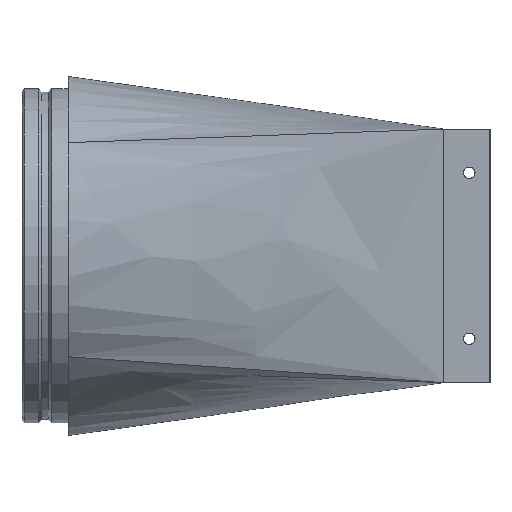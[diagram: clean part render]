
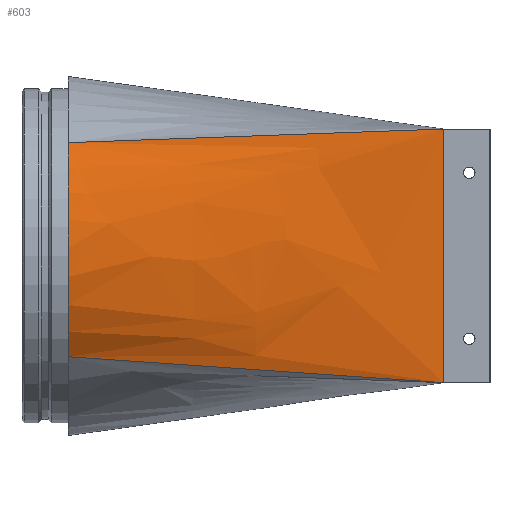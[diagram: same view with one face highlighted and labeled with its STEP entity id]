
A CAD part, left-side view. The second image highlights one B-rep face of the part: STEP entity #603.
In plain terms, the highlighted free-form (B-spline) face has degree [3, 1] with [34, 2] control points.
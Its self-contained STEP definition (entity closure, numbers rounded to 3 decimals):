
#30=B_SPLINE_SURFACE_WITH_KNOTS('',3,1,((#1096,#1097),(#1098,#1099),(#1100,
#1101),(#1102,#1103),(#1104,#1105),(#1106,#1107),(#1108,#1109),(#1110,#1111),
(#1112,#1113),(#1114,#1115),(#1116,#1117),(#1118,#1119),(#1120,#1121),(#1122,
#1123),(#1124,#1125),(#1126,#1127),(#1128,#1129),(#1130,#1131),(#1132,#1133),
(#1134,#1135),(#1136,#1137),(#1138,#1139),(#1140,#1141),(#1142,#1143),(#1144,
#1145),(#1146,#1147),(#1148,#1149),(#1150,#1151),(#1152,#1153),(#1154,#1155),
(#1156,#1157),(#1158,#1159),(#1160,#1161),(#1162,#1163)),.RULED_SURF.,.F.,
 .F.,.F.,(4,2,2,2,2,2,2,2,2,2,2,2,2,2,2,2,4),(2,2),(0.,0.063,0.125,0.188,
0.25,0.313,0.375,0.438,0.5,0.563,0.625,0.688,0.75,0.813,0.875,0.938,
1.),(0.,1.),.UNSPECIFIED.);
#63=LINE('',#928,#113);
#79=LINE('',#1091,#129);
#81=LINE('',#1164,#131);
#113=VECTOR('',#758,1000.);
#129=VECTOR('',#790,1000.);
#131=VECTOR('',#794,1000.);
#252=ORIENTED_EDGE('',*,*,#363,.T.);
#253=ORIENTED_EDGE('',*,*,#364,.F.);
#254=ORIENTED_EDGE('',*,*,#360,.F.);
#255=ORIENTED_EDGE('',*,*,#344,.F.);
#344=EDGE_CURVE('',#405,#414,#63,.T.);
#360=EDGE_CURVE('',#414,#421,#79,.T.);
#363=EDGE_CURVE('',#405,#423,#81,.T.);
#364=EDGE_CURVE('',#421,#423,#443,.T.);
#405=VERTEX_POINT('',#905);
#414=VERTEX_POINT('',#929);
#421=VERTEX_POINT('',#1092);
#423=VERTEX_POINT('',#1165);
#443=CIRCLE('',#665,39.);
#487=EDGE_LOOP('',(#252,#253,#254,#255));
#547=FACE_BOUND('',#487,.T.);
#603=ADVANCED_FACE('',(#547),#30,.T.);
#665=AXIS2_PLACEMENT_3D('',#1166,#795,#796);
#758=DIRECTION('',(-1.,0.,0.));
#790=DIRECTION('',(0.068,-0.096,-0.993));
#794=DIRECTION('',(-0.036,-0.12,-0.992));
#795=DIRECTION('',(0.,0.,-1.));
#796=DIRECTION('',(0.,-1.,0.));
#905=CARTESIAN_POINT('',(27.5,40.155,91.5));
#928=CARTESIAN_POINT('',(195.,40.155,91.5));
#929=CARTESIAN_POINT('',(-27.5,40.155,91.5));
#1091=CARTESIAN_POINT('',(-24.697,36.215,50.75));
#1092=CARTESIAN_POINT('',(-21.893,32.275,10.));
#1096=CARTESIAN_POINT('',(-27.5,40.155,91.5));
#1097=CARTESIAN_POINT('',(-21.893,32.275,10.));
#1098=CARTESIAN_POINT('',(-26.354,40.155,91.5));
#1099=CARTESIAN_POINT('',(-21.035,32.858,10.));
#1100=CARTESIAN_POINT('',(-25.208,40.155,91.5));
#1101=CARTESIAN_POINT('',(-20.153,33.406,10.));
#1102=CARTESIAN_POINT('',(-22.917,40.155,91.5));
#1103=CARTESIAN_POINT('',(-18.348,34.43,10.));
#1104=CARTESIAN_POINT('',(-21.771,40.155,91.5));
#1105=CARTESIAN_POINT('',(-17.425,34.906,10.));
#1106=CARTESIAN_POINT('',(-19.479,40.155,91.5));
#1107=CARTESIAN_POINT('',(-15.545,35.783,10.));
#1108=CARTESIAN_POINT('',(-18.333,40.155,91.5));
#1109=CARTESIAN_POINT('',(-14.587,36.184,10.));
#1110=CARTESIAN_POINT('',(-16.042,40.155,91.5));
#1111=CARTESIAN_POINT('',(-12.642,36.909,10.));
#1112=CARTESIAN_POINT('',(-14.896,40.155,91.5));
#1113=CARTESIAN_POINT('',(-11.655,37.232,10.));
#1114=CARTESIAN_POINT('',(-12.604,40.155,91.5));
#1115=CARTESIAN_POINT('',(-9.659,37.799,10.));
#1116=CARTESIAN_POINT('',(-11.458,40.155,91.5));
#1117=CARTESIAN_POINT('',(-8.65,38.043,10.));
#1118=CARTESIAN_POINT('',(-9.167,40.155,91.5));
#1119=CARTESIAN_POINT('',(-6.615,38.449,10.));
#1120=CARTESIAN_POINT('',(-8.021,40.155,91.5));
#1121=CARTESIAN_POINT('',(-5.589,38.611,10.));
#1122=CARTESIAN_POINT('',(-5.729,40.155,91.5));
#1123=CARTESIAN_POINT('',(-3.529,38.854,10.));
#1124=CARTESIAN_POINT('',(-4.583,40.155,91.5));
#1125=CARTESIAN_POINT('',(-2.493,38.934,10.));
#1126=CARTESIAN_POINT('',(-2.292,40.155,91.5));
#1127=CARTESIAN_POINT('',(-0.42,39.012,10.));
#1128=CARTESIAN_POINT('',(-1.146,40.155,91.5));
#1129=CARTESIAN_POINT('',(0.619,39.009,10.));
#1130=CARTESIAN_POINT('',(1.146,40.155,91.5));
#1131=CARTESIAN_POINT('',(2.692,38.921,10.));
#1132=CARTESIAN_POINT('',(2.292,40.155,91.5));
#1133=CARTESIAN_POINT('',(3.727,38.835,10.));
#1134=CARTESIAN_POINT('',(4.583,40.155,91.5));
#1135=CARTESIAN_POINT('',(5.786,38.582,10.));
#1136=CARTESIAN_POINT('',(5.729,40.155,91.5));
#1137=CARTESIAN_POINT('',(6.811,38.415,10.));
#1138=CARTESIAN_POINT('',(8.021,40.155,91.5));
#1139=CARTESIAN_POINT('',(8.844,37.998,10.));
#1140=CARTESIAN_POINT('',(9.167,40.155,91.5));
#1141=CARTESIAN_POINT('',(9.852,37.749,10.));
#1142=CARTESIAN_POINT('',(11.458,40.155,91.5));
#1143=CARTESIAN_POINT('',(11.845,37.172,10.));
#1144=CARTESIAN_POINT('',(12.604,40.155,91.5));
#1145=CARTESIAN_POINT('',(12.83,36.844,10.));
#1146=CARTESIAN_POINT('',(14.896,40.155,91.5));
#1147=CARTESIAN_POINT('',(14.771,36.109,10.));
#1148=CARTESIAN_POINT('',(16.042,40.155,91.5));
#1149=CARTESIAN_POINT('',(15.727,35.703,10.));
#1150=CARTESIAN_POINT('',(18.333,40.155,91.5));
#1151=CARTESIAN_POINT('',(17.603,34.817,10.));
#1152=CARTESIAN_POINT('',(19.479,40.155,91.5));
#1153=CARTESIAN_POINT('',(18.523,34.336,10.));
#1154=CARTESIAN_POINT('',(21.771,40.155,91.5));
#1155=CARTESIAN_POINT('',(20.323,33.302,10.));
#1156=CARTESIAN_POINT('',(22.917,40.155,91.5));
#1157=CARTESIAN_POINT('',(21.202,32.75,10.));
#1158=CARTESIAN_POINT('',(25.208,40.155,91.5));
#1159=CARTESIAN_POINT('',(22.913,31.576,10.));
#1160=CARTESIAN_POINT('',(26.354,40.155,91.5));
#1161=CARTESIAN_POINT('',(23.746,30.955,10.));
#1162=CARTESIAN_POINT('',(27.5,40.155,91.5));
#1163=CARTESIAN_POINT('',(24.552,30.302,10.));
#1164=CARTESIAN_POINT('',(26.026,35.228,50.75));
#1165=CARTESIAN_POINT('',(24.552,30.302,10.));
#1166=CARTESIAN_POINT('',(0.,0.,10.));
